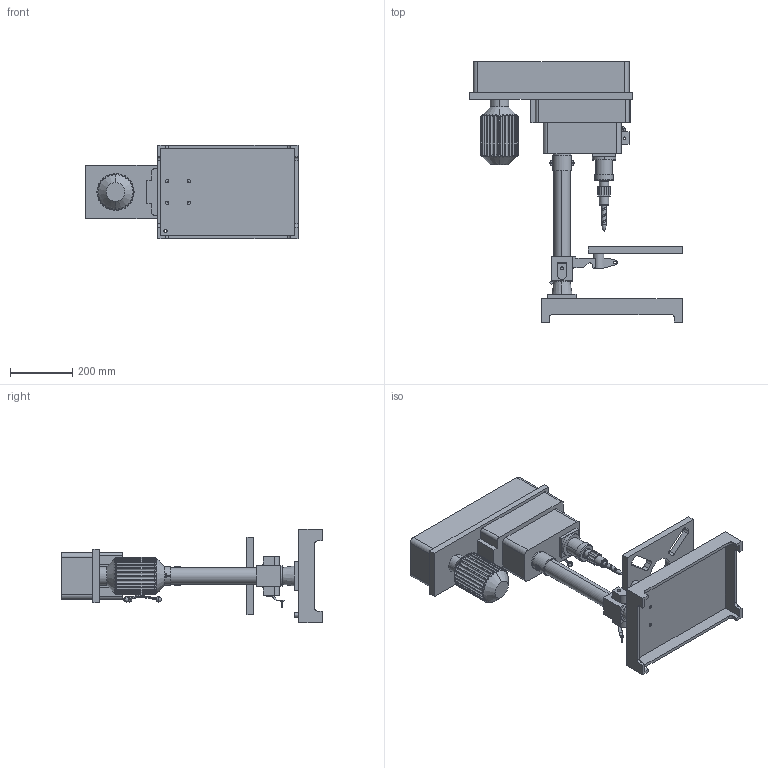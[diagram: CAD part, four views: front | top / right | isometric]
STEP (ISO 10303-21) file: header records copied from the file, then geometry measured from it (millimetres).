
FILE_DESCRIPTION (( 'STEP AP214' ), '1' );
FILE_NAME ('Drilling Machine1.STEP', '2021-04-10T10:15:18', ( '' ), ( '' ), 'SwSTEP 2.0', 'SolidWorks 2021', '' );
FILE_SCHEMA (( 'AUTOMOTIVE_DESIGN' ));
Length unit declared in the file: millimetre
Products named in the file (16): PART 9.STEP; PART 1.STEP; PART 5.STEP; PART 2.STEP; Drilling Machine.STEP; PART 11.STEP; PART 6.STEP; PART 8.STEP; PART 7.STEP; PART 3.STEP; PART 14.STEP; PART 12.STEP; PART 4.STEP; PART 13.STEP; PART 10.STEP; Drilling Machine1
Assembly tree (15 placements, depth 3):
  Drilling Machine1
    Drilling Machine.STEP
      PART 1.STEP
      PART 2.STEP
      PART 3.STEP
      PART 4.STEP
      PART 5.STEP
      PART 6.STEP
      PART 7.STEP
      PART 8.STEP
      PART 9.STEP
      PART 11.STEP
      PART 12.STEP
      PART 13.STEP
      PART 14.STEP
      PART 10.STEP
Bounding box: 680 x 835 x 300 mm (x, y, z)
Volume: 14411017.8 mm3; surface area: 1941028.7 mm2
Topology: 19 solids, 21 shells, 609 faces, 1514 edges, 979 vertices
Faces by surface type: cylinder 303, plane 247, cone 26, torus 16, sphere 12, bspline 5
Entity records: 24197 total; most frequent: CARTESIAN_POINT 7964, DIRECTION 3201, ORIENTED_EDGE 3004, EDGE_CURVE 1503, AXIS2_PLACEMENT_3D 1229, VERTEX_POINT 976, VECTOR 743, LINE 743
